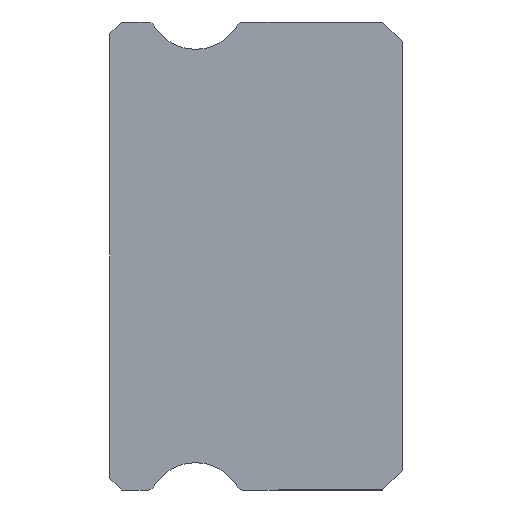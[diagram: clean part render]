
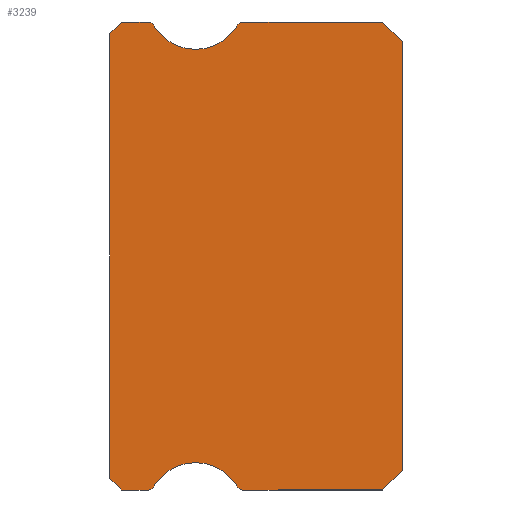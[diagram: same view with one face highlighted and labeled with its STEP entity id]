
A CAD part, left-side view. The second image highlights one B-rep face of the part: STEP entity #3239.
In plain terms, the highlighted planar face has unit normal (-1, 0, 0).
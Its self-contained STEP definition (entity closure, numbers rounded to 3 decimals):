
#1 = CARTESIAN_POINT ( 'NONE',  ( -15., 6.512, -5.85 ) ) ;
#29 = LINE ( 'NONE', #1049, #3815 ) ;
#82 = VERTEX_POINT ( 'NONE', #3109 ) ;
#84 = AXIS2_PLACEMENT_3D ( 'NONE', #3952, #1751, #3335 ) ;
#110 = VERTEX_POINT ( 'NONE', #829 ) ;
#121 = LINE ( 'NONE', #1157, #1848 ) ;
#200 = CARTESIAN_POINT ( 'NONE',  ( -15., 0., 5.5 ) ) ;
#208 = CARTESIAN_POINT ( 'NONE',  ( -15., 7.5, -5.7 ) ) ;
#237 = PLANE ( 'NONE',  #1098 ) ;
#300 = VERTEX_POINT ( 'NONE', #591 ) ;
#355 = EDGE_CURVE ( 'NONE', #455, #300, #538, .T. ) ;
#386 = ORIENTED_EDGE ( 'NONE', *, *, #2350, .T. ) ;
#423 = EDGE_CURVE ( 'NONE', #1388, #3219, #1903, .T. ) ;
#455 = VERTEX_POINT ( 'NONE', #1712 ) ;
#538 = CIRCLE ( 'NONE', #2317, 0.15 ) ;
#552 = AXIS2_PLACEMENT_3D ( 'NONE', #2896, #607, #3821 ) ;
#562 = ORIENTED_EDGE ( 'NONE', *, *, #355, .F. ) ;
#565 = CARTESIAN_POINT ( 'NONE',  ( -15., 6.383, -5.925 ) ) ;
#591 = CARTESIAN_POINT ( 'NONE',  ( -15., 6.383, 5.925 ) ) ;
#607 = DIRECTION ( 'NONE',  ( -1., 0., 0. ) ) ;
#638 = DIRECTION ( 'NONE',  ( 0., 0., -1. ) ) ;
#646 = VECTOR ( 'NONE', #3049, 1000. ) ;
#655 = ORIENTED_EDGE ( 'NONE', *, *, #3054, .F. ) ;
#662 = EDGE_CURVE ( 'NONE', #2229, #3303, #2734, .T. ) ;
#664 = VERTEX_POINT ( 'NONE', #3457 ) ;
#667 = CARTESIAN_POINT ( 'NONE',  ( -15., 4.088, 5.85 ) ) ;
#698 = ORIENTED_EDGE ( 'NONE', *, *, #2332, .F. ) ;
#707 = DIRECTION ( 'NONE',  ( 1., 0., 0. ) ) ;
#746 = AXIS2_PLACEMENT_3D ( 'NONE', #1577, #4164, #3233 ) ;
#751 = DIRECTION ( 'NONE',  ( 0., -1., 0. ) ) ;
#783 = DIRECTION ( 'NONE',  ( 0., 1., 0. ) ) ;
#827 = VERTEX_POINT ( 'NONE', #4056 ) ;
#829 = CARTESIAN_POINT ( 'NONE',  ( -15., 4.088, 6. ) ) ;
#887 = VECTOR ( 'NONE', #3504, 1000. ) ;
#890 = AXIS2_PLACEMENT_3D ( 'NONE', #3437, #1500, #3149 ) ;
#933 = FACE_OUTER_BOUND ( 'NONE', #1621, .T. ) ;
#977 = EDGE_CURVE ( 'NONE', #3914, #82, #2003, .T. ) ;
#988 = LINE ( 'NONE', #2675, #1841 ) ;
#998 = DIRECTION ( 'NONE',  ( 0., 0., -1. ) ) ;
#1030 = AXIS2_PLACEMENT_3D ( 'NONE', #667, #707, #1995 ) ;
#1049 = CARTESIAN_POINT ( 'NONE',  ( -15., 0.5, 6. ) ) ;
#1088 = CARTESIAN_POINT ( 'NONE',  ( -15., 6.512, 6. ) ) ;
#1098 = AXIS2_PLACEMENT_3D ( 'NONE', #3211, #2171, #3844 ) ;
#1157 = CARTESIAN_POINT ( 'NONE',  ( -15., 6.512, -6. ) ) ;
#1176 = EDGE_CURVE ( 'NONE', #3450, #4019, #1849, .T. ) ;
#1197 = CARTESIAN_POINT ( 'NONE',  ( -15., 0.5, -6. ) ) ;
#1274 = DIRECTION ( 'NONE',  ( 0., 0.707, -0.707 ) ) ;
#1296 = VECTOR ( 'NONE', #1339, 1000. ) ;
#1325 = CARTESIAN_POINT ( 'NONE',  ( -15., 7.2, 6. ) ) ;
#1337 = ORIENTED_EDGE ( 'NONE', *, *, #3832, .F. ) ;
#1339 = DIRECTION ( 'NONE',  ( 0., 1., 0. ) ) ;
#1388 = VERTEX_POINT ( 'NONE', #565 ) ;
#1490 = ORIENTED_EDGE ( 'NONE', *, *, #662, .F. ) ;
#1500 = DIRECTION ( 'NONE',  ( -1., 0., 0. ) ) ;
#1577 = CARTESIAN_POINT ( 'NONE',  ( -15., 4.088, -5.85 ) ) ;
#1598 = CARTESIAN_POINT ( 'NONE',  ( -15., 0., -5.5 ) ) ;
#1621 = EDGE_LOOP ( 'NONE', ( #2434, #1663, #2295, #1803, #1671, #3679, #698, #655, #4130, #3313, #3282, #1337, #2982, #1490, #2113, #562, #386 ) ) ;
#1663 = ORIENTED_EDGE ( 'NONE', *, *, #1923, .F. ) ;
#1671 = ORIENTED_EDGE ( 'NONE', *, *, #423, .F. ) ;
#1712 = CARTESIAN_POINT ( 'NONE',  ( -15., 6.512, 6. ) ) ;
#1742 = LINE ( 'NONE', #1088, #646 ) ;
#1751 = DIRECTION ( 'NONE',  ( -1., 0., 0. ) ) ;
#1793 = VECTOR ( 'NONE', #3385, 1000. ) ;
#1803 = ORIENTED_EDGE ( 'NONE', *, *, #3376, .T. ) ;
#1820 = LINE ( 'NONE', #200, #887 ) ;
#1841 = VECTOR ( 'NONE', #3556, 1000. ) ;
#1848 = VECTOR ( 'NONE', #751, 1000. ) ;
#1849 = LINE ( 'NONE', #1598, #4128 ) ;
#1903 = CIRCLE ( 'NONE', #2451, 0.15 ) ;
#1923 = EDGE_CURVE ( 'NONE', #4088, #82, #988, .T. ) ;
#1933 = VERTEX_POINT ( 'NONE', #2575 ) ;
#1942 = EDGE_CURVE ( 'NONE', #3303, #110, #3409, .T. ) ;
#1995 = DIRECTION ( 'NONE',  ( 0., 0., -1. ) ) ;
#2003 = LINE ( 'NONE', #3581, #3950 ) ;
#2081 = LINE ( 'NONE', #2715, #1793 ) ;
#2113 = ORIENTED_EDGE ( 'NONE', *, *, #3198, .F. ) ;
#2167 = EDGE_CURVE ( 'NONE', #3450, #1933, #1820, .T. ) ;
#2171 = DIRECTION ( 'NONE',  ( 1., 0., 0. ) ) ;
#2224 = CARTESIAN_POINT ( 'NONE',  ( -15., 0.5, 6. ) ) ;
#2229 = VERTEX_POINT ( 'NONE', #3761 ) ;
#2295 = ORIENTED_EDGE ( 'NONE', *, *, #3794, .T. ) ;
#2317 = AXIS2_PLACEMENT_3D ( 'NONE', #3548, #2616, #638 ) ;
#2332 = EDGE_CURVE ( 'NONE', #664, #827, #2583, .T. ) ;
#2350 = EDGE_CURVE ( 'NONE', #455, #3914, #3849, .T. ) ;
#2393 = VECTOR ( 'NONE', #783, 1000. ) ;
#2434 = ORIENTED_EDGE ( 'NONE', *, *, #977, .T. ) ;
#2451 = AXIS2_PLACEMENT_3D ( 'NONE', #1, #3912, #998 ) ;
#2575 = CARTESIAN_POINT ( 'NONE',  ( -15., 0., 5.5 ) ) ;
#2583 = CIRCLE ( 'NONE', #746, 0.15 ) ;
#2616 = DIRECTION ( 'NONE',  ( 1., 0., 0. ) ) ;
#2632 = CARTESIAN_POINT ( 'NONE',  ( -15., 4.217, 5.925 ) ) ;
#2648 = DIRECTION ( 'NONE',  ( 0., -0.707, -0.707 ) ) ;
#2675 = CARTESIAN_POINT ( 'NONE',  ( -15., 7.5, 5.85 ) ) ;
#2711 = LINE ( 'NONE', #3933, #2393 ) ;
#2715 = CARTESIAN_POINT ( 'NONE',  ( -15., 7.2, -6. ) ) ;
#2734 = CIRCLE ( 'NONE', #890, 1.25 ) ;
#2896 = CARTESIAN_POINT ( 'NONE',  ( -15., 5.3, 6.55 ) ) ;
#2904 = VERTEX_POINT ( 'NONE', #2224 ) ;
#2982 = ORIENTED_EDGE ( 'NONE', *, *, #1942, .F. ) ;
#3049 = DIRECTION ( 'NONE',  ( 0., -1., 0. ) ) ;
#3054 = EDGE_CURVE ( 'NONE', #4019, #664, #2711, .T. ) ;
#3109 = CARTESIAN_POINT ( 'NONE',  ( -15., 7.5, 5.7 ) ) ;
#3149 = DIRECTION ( 'NONE',  ( 0., 0., -1. ) ) ;
#3198 = EDGE_CURVE ( 'NONE', #300, #2229, #3739, .T. ) ;
#3211 = CARTESIAN_POINT ( 'NONE',  ( -15., 6.512, 5.85 ) ) ;
#3219 = VERTEX_POINT ( 'NONE', #3542 ) ;
#3227 = CIRCLE ( 'NONE', #84, 1.25 ) ;
#3233 = DIRECTION ( 'NONE',  ( 0., 0., -1. ) ) ;
#3239 = ADVANCED_FACE ( 'NONE', ( #933 ), #237, .F. ) ;
#3282 = ORIENTED_EDGE ( 'NONE', *, *, #3635, .F. ) ;
#3303 = VERTEX_POINT ( 'NONE', #2632 ) ;
#3305 = DIRECTION ( 'NONE',  ( 0., 0.707, -0.707 ) ) ;
#3313 = ORIENTED_EDGE ( 'NONE', *, *, #2167, .T. ) ;
#3335 = DIRECTION ( 'NONE',  ( 0., 0., -1. ) ) ;
#3369 = VERTEX_POINT ( 'NONE', #3909 ) ;
#3376 = EDGE_CURVE ( 'NONE', #3369, #3219, #121, .T. ) ;
#3385 = DIRECTION ( 'NONE',  ( 0., -0.707, -0.707 ) ) ;
#3409 = CIRCLE ( 'NONE', #1030, 0.15 ) ;
#3437 = CARTESIAN_POINT ( 'NONE',  ( -15., 5.3, 6.55 ) ) ;
#3450 = VERTEX_POINT ( 'NONE', #4040 ) ;
#3457 = CARTESIAN_POINT ( 'NONE',  ( -15., 4.088, -6. ) ) ;
#3468 = CARTESIAN_POINT ( 'NONE',  ( -15., 7.2, 6. ) ) ;
#3504 = DIRECTION ( 'NONE',  ( 0., 0., 1. ) ) ;
#3542 = CARTESIAN_POINT ( 'NONE',  ( -15., 6.512, -6. ) ) ;
#3548 = CARTESIAN_POINT ( 'NONE',  ( -15., 6.512, 5.85 ) ) ;
#3556 = DIRECTION ( 'NONE',  ( 0., 0., 1. ) ) ;
#3581 = CARTESIAN_POINT ( 'NONE',  ( -15., 7.5, 5.7 ) ) ;
#3635 = EDGE_CURVE ( 'NONE', #2904, #1933, #29, .T. ) ;
#3679 = ORIENTED_EDGE ( 'NONE', *, *, #4221, .F. ) ;
#3739 = CIRCLE ( 'NONE', #552, 1.25 ) ;
#3761 = CARTESIAN_POINT ( 'NONE',  ( -15., 5.3, 5.3 ) ) ;
#3794 = EDGE_CURVE ( 'NONE', #4088, #3369, #2081, .T. ) ;
#3815 = VECTOR ( 'NONE', #2648, 1000. ) ;
#3821 = DIRECTION ( 'NONE',  ( 0., 0., -1. ) ) ;
#3832 = EDGE_CURVE ( 'NONE', #110, #2904, #1742, .T. ) ;
#3844 = DIRECTION ( 'NONE',  ( 0., 0., -1. ) ) ;
#3849 = LINE ( 'NONE', #1325, #1296 ) ;
#3909 = CARTESIAN_POINT ( 'NONE',  ( -15., 7.2, -6. ) ) ;
#3912 = DIRECTION ( 'NONE',  ( 1., 0., 0. ) ) ;
#3914 = VERTEX_POINT ( 'NONE', #3468 ) ;
#3933 = CARTESIAN_POINT ( 'NONE',  ( -15., 6.512, -6. ) ) ;
#3950 = VECTOR ( 'NONE', #3305, 1000. ) ;
#3952 = CARTESIAN_POINT ( 'NONE',  ( -15., 5.3, -6.55 ) ) ;
#4019 = VERTEX_POINT ( 'NONE', #1197 ) ;
#4040 = CARTESIAN_POINT ( 'NONE',  ( -15., 0., -5.5 ) ) ;
#4056 = CARTESIAN_POINT ( 'NONE',  ( -15., 4.217, -5.925 ) ) ;
#4088 = VERTEX_POINT ( 'NONE', #208 ) ;
#4128 = VECTOR ( 'NONE', #1274, 1000. ) ;
#4130 = ORIENTED_EDGE ( 'NONE', *, *, #1176, .F. ) ;
#4164 = DIRECTION ( 'NONE',  ( 1., 0., 0. ) ) ;
#4221 = EDGE_CURVE ( 'NONE', #827, #1388, #3227, .T. ) ;
